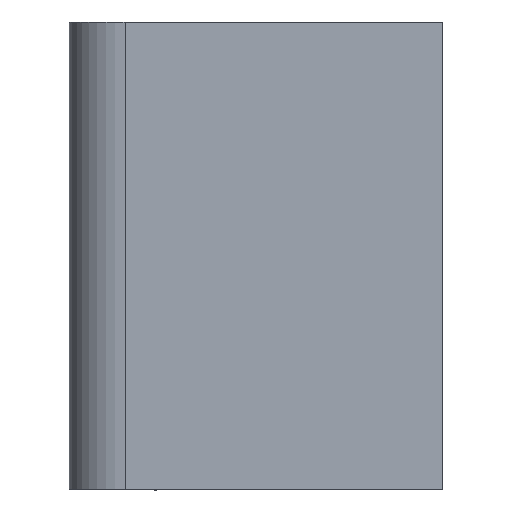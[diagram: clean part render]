
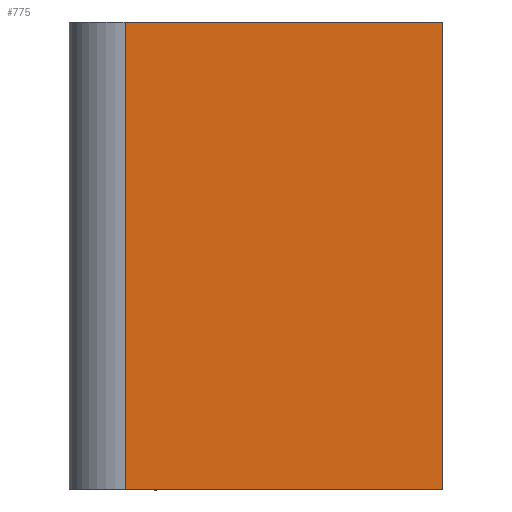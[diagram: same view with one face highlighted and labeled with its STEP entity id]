
A CAD part, top view. The second image highlights one B-rep face of the part: STEP entity #775.
In plain terms, the highlighted face is planar.
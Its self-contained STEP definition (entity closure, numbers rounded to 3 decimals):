
#7 = VERTEX_POINT ( 'NONE', #14 ) ;
#14 = CARTESIAN_POINT ( 'NONE',  ( 125., 0., 30. ) ) ;
#25 = CARTESIAN_POINT ( 'NONE',  ( 125., 0., 30. ) ) ;
#33 = LINE ( 'NONE', #1333, #294 ) ;
#108 = ORIENTED_EDGE ( 'NONE', *, *, #955, .F. ) ;
#130 = ORIENTED_EDGE ( 'NONE', *, *, #1237, .T. ) ;
#160 = DIRECTION ( 'NONE',  ( 0., 0., 1. ) ) ;
#203 = DIRECTION ( 'NONE',  ( -1., 0., 0. ) ) ;
#208 = LINE ( 'NONE', #1007, #829 ) ;
#241 = EDGE_CURVE ( 'NONE', #7, #764, #208, .T. ) ;
#294 = VECTOR ( 'NONE', #160, 1000. ) ;
#329 = VERTEX_POINT ( 'NONE', #836 ) ;
#443 = EDGE_LOOP ( 'NONE', ( #108, #556, #130, #598 ) ) ;
#445 = DIRECTION ( 'NONE',  ( 0., 0., -1. ) ) ;
#446 = VERTEX_POINT ( 'NONE', #1303 ) ;
#455 = LINE ( 'NONE', #499, #730 ) ;
#472 = VECTOR ( 'NONE', #1071, 1000. ) ;
#499 = CARTESIAN_POINT ( 'NONE',  ( 125., 0., 200. ) ) ;
#556 = ORIENTED_EDGE ( 'NONE', *, *, #241, .F. ) ;
#598 = ORIENTED_EDGE ( 'NONE', *, *, #1148, .T. ) ;
#684 = DIRECTION ( 'NONE',  ( 0., -1., 0. ) ) ;
#690 = PLANE ( 'NONE',  #742 ) ;
#730 = VECTOR ( 'NONE', #203, 1000. ) ;
#742 = AXIS2_PLACEMENT_3D ( 'NONE', #25, #684, #445 ) ;
#758 = FACE_OUTER_BOUND ( 'NONE', #443, .T. ) ;
#764 = VERTEX_POINT ( 'NONE', #793 ) ;
#775 = ADVANCED_FACE ( 'NONE', ( #758 ), #690, .T. ) ;
#793 = CARTESIAN_POINT ( 'NONE',  ( -125., 0., 30. ) ) ;
#829 = VECTOR ( 'NONE', #922, 1000. ) ;
#836 = CARTESIAN_POINT ( 'NONE',  ( 125., 0., 200. ) ) ;
#922 = DIRECTION ( 'NONE',  ( -1., 0., 0. ) ) ;
#955 = EDGE_CURVE ( 'NONE', #764, #446, #1045, .T. ) ;
#1007 = CARTESIAN_POINT ( 'NONE',  ( 125., 0., 30. ) ) ;
#1045 = LINE ( 'NONE', #1162, #472 ) ;
#1071 = DIRECTION ( 'NONE',  ( 0., 0., 1. ) ) ;
#1148 = EDGE_CURVE ( 'NONE', #329, #446, #455, .T. ) ;
#1162 = CARTESIAN_POINT ( 'NONE',  ( -125., 0., 30. ) ) ;
#1237 = EDGE_CURVE ( 'NONE', #7, #329, #33, .T. ) ;
#1303 = CARTESIAN_POINT ( 'NONE',  ( -125., 0., 200. ) ) ;
#1333 = CARTESIAN_POINT ( 'NONE',  ( 125., 0., 30. ) ) ;
